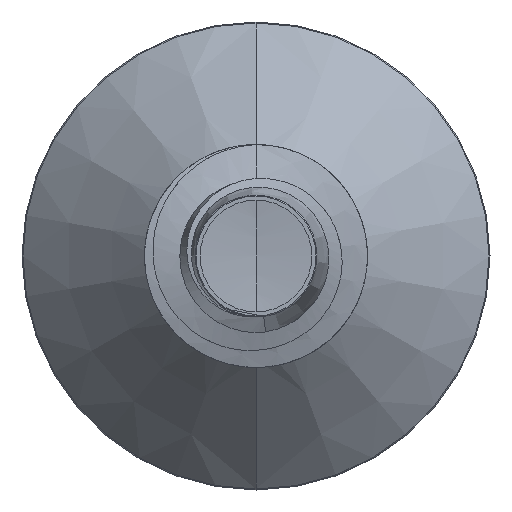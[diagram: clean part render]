
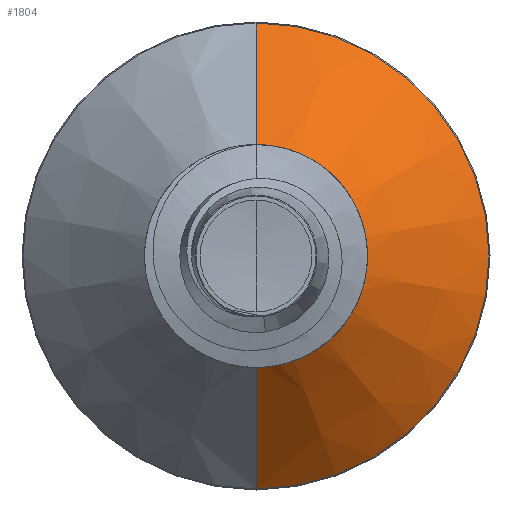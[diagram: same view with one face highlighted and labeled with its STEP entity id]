
A CAD part, front view. The second image highlights one B-rep face of the part: STEP entity #1804.
In plain terms, the highlighted conical face has half-angle 45 degrees and reference radius 1.857 mm.
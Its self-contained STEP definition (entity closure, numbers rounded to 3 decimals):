
#739 = EDGE_LOOP ( 'NONE', ( #15996, #15021, #14868, #16370 ) ) ;
#763 = AXIS2_PLACEMENT_3D ( 'NONE', #11609, #11575, #11545 ) ;
#1804 = ADVANCED_FACE ( 'NONE', ( #13451 ), #15718, .T. ) ;
#2661 = DIRECTION ( 'NONE',  ( 0., 0.707, -0.707 ) ) ;
#2686 = CARTESIAN_POINT ( 'NONE',  ( 0., 14.457, -1.857 ) ) ;
#3019 = CIRCLE ( 'NONE', #6150, 1.857 ) ;
#3451 = DIRECTION ( 'NONE',  ( 0., 0., 1. ) ) ;
#4894 = VERTEX_POINT ( 'NONE', #15700 ) ;
#5761 = EDGE_CURVE ( 'NONE', #18182, #17339, #3019, .T. ) ;
#6150 = AXIS2_PLACEMENT_3D ( 'NONE', #14250, #13205, #11992 ) ;
#6217 = CARTESIAN_POINT ( 'NONE',  ( 0., 14.457, 1.857 ) ) ;
#8827 = CARTESIAN_POINT ( 'NONE',  ( 0., 14.457, -1.857 ) ) ;
#9787 = EDGE_CURVE ( 'NONE', #17339, #15782, #15284, .T. ) ;
#10796 = CARTESIAN_POINT ( 'NONE',  ( 0., 16.782, -4.182 ) ) ;
#11101 = EDGE_CURVE ( 'NONE', #18182, #4894, #13248, .T. ) ;
#11545 = DIRECTION ( 'NONE',  ( 0., 0., 1. ) ) ;
#11575 = DIRECTION ( 'NONE',  ( 0., 1., 0. ) ) ;
#11609 = CARTESIAN_POINT ( 'NONE',  ( 0., 16.782, 0. ) ) ;
#11992 = DIRECTION ( 'NONE',  ( 0., 0., 1. ) ) ;
#12297 = VECTOR ( 'NONE', #2661, 1000. ) ;
#13205 = DIRECTION ( 'NONE',  ( 0., 1., 0. ) ) ;
#13248 = LINE ( 'NONE', #16507, #19175 ) ;
#13451 = FACE_OUTER_BOUND ( 'NONE', #739, .T. ) ;
#13786 = EDGE_CURVE ( 'NONE', #4894, #15782, #17821, .T. ) ;
#14250 = CARTESIAN_POINT ( 'NONE',  ( 0., 14.457, 0. ) ) ;
#14618 = DIRECTION ( 'NONE',  ( 0., 1., 0. ) ) ;
#14622 = CARTESIAN_POINT ( 'NONE',  ( 0., 14.457, 0. ) ) ;
#14868 = ORIENTED_EDGE ( 'NONE', *, *, #13786, .F. ) ;
#15021 = ORIENTED_EDGE ( 'NONE', *, *, #9787, .T. ) ;
#15284 = LINE ( 'NONE', #2686, #12297 ) ;
#15586 = AXIS2_PLACEMENT_3D ( 'NONE', #14622, #14618, #3451 ) ;
#15700 = CARTESIAN_POINT ( 'NONE',  ( 0., 16.782, 4.182 ) ) ;
#15718 = CONICAL_SURFACE ( 'NONE', #15586, 1.857, 0.785 ) ;
#15782 = VERTEX_POINT ( 'NONE', #10796 ) ;
#15996 = ORIENTED_EDGE ( 'NONE', *, *, #5761, .T. ) ;
#16370 = ORIENTED_EDGE ( 'NONE', *, *, #11101, .F. ) ;
#16507 = CARTESIAN_POINT ( 'NONE',  ( 0., 14.457, 1.857 ) ) ;
#16535 = DIRECTION ( 'NONE',  ( 0., 0.707, 0.707 ) ) ;
#17339 = VERTEX_POINT ( 'NONE', #8827 ) ;
#17821 = CIRCLE ( 'NONE', #763, 4.182 ) ;
#18182 = VERTEX_POINT ( 'NONE', #6217 ) ;
#19175 = VECTOR ( 'NONE', #16535, 1000. ) ;
